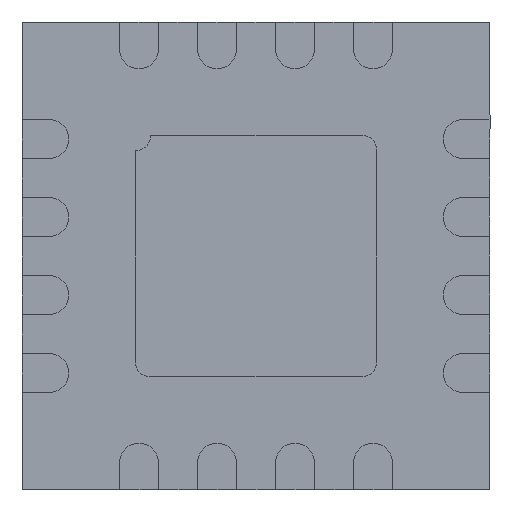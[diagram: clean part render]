
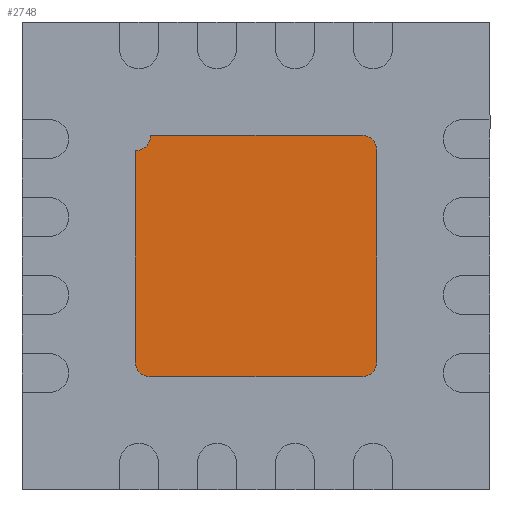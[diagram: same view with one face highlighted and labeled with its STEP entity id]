
A CAD part, front view. The second image highlights one B-rep face of the part: STEP entity #2748.
In plain terms, the highlighted planar face has unit normal (0, -1, 0).
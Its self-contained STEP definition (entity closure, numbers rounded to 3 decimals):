
#54 = CARTESIAN_POINT ( 'NONE',  ( 0.775, -0.02, -0.675 ) ) ;
#285 = DIRECTION ( 'NONE',  ( 0., 1., 0. ) ) ;
#371 = ORIENTED_EDGE ( 'NONE', *, *, #4308, .F. ) ;
#430 = CARTESIAN_POINT ( 'NONE',  ( -0.775, -0.02, 0.675 ) ) ;
#474 = DIRECTION ( 'NONE',  ( 0., 0., 1. ) ) ;
#502 = DIRECTION ( 'NONE',  ( 0., 1., 0. ) ) ;
#509 = VERTEX_POINT ( 'NONE', #1153 ) ;
#538 = DIRECTION ( 'NONE',  ( 0., 1., 0. ) ) ;
#564 = EDGE_LOOP ( 'NONE', ( #3441, #371, #1041, #4767, #1943, #5443, #2912, #4593 ) ) ;
#582 = DIRECTION ( 'NONE',  ( 0., 0., -1. ) ) ;
#690 = CARTESIAN_POINT ( 'NONE',  ( -0.675, -0.02, -0.675 ) ) ;
#801 = AXIS2_PLACEMENT_3D ( 'NONE', #5636, #538, #2851 ) ;
#838 = VERTEX_POINT ( 'NONE', #1089 ) ;
#1004 = VECTOR ( 'NONE', #2117, 1000. ) ;
#1013 = VERTEX_POINT ( 'NONE', #1623 ) ;
#1034 = CIRCLE ( 'NONE', #3941, 0.1 ) ;
#1041 = ORIENTED_EDGE ( 'NONE', *, *, #1386, .F. ) ;
#1089 = CARTESIAN_POINT ( 'NONE',  ( 0.675, -0.02, 0.775 ) ) ;
#1152 = LINE ( 'NONE', #1690, #1004 ) ;
#1153 = CARTESIAN_POINT ( 'NONE',  ( 0.675, -0.02, -0.775 ) ) ;
#1156 = DIRECTION ( 'NONE',  ( 0., 0., 1. ) ) ;
#1386 = EDGE_CURVE ( 'NONE', #4157, #2744, #2684, .T. ) ;
#1576 = DIRECTION ( 'NONE',  ( 0., 0., 1. ) ) ;
#1623 = CARTESIAN_POINT ( 'NONE',  ( -0.775, -0.02, 0.675 ) ) ;
#1642 = LINE ( 'NONE', #430, #3382 ) ;
#1690 = CARTESIAN_POINT ( 'NONE',  ( -0.675, -0.02, -0.775 ) ) ;
#1831 = CIRCLE ( 'NONE', #2540, 0.1 ) ;
#1909 = PLANE ( 'NONE',  #801 ) ;
#1943 = ORIENTED_EDGE ( 'NONE', *, *, #1979, .F. ) ;
#1979 = EDGE_CURVE ( 'NONE', #4255, #838, #4143, .T. ) ;
#2068 = FACE_OUTER_BOUND ( 'NONE', #564, .T. ) ;
#2084 = DIRECTION ( 'NONE',  ( 0., 1., 0. ) ) ;
#2117 = DIRECTION ( 'NONE',  ( -1., 0., 0. ) ) ;
#2118 = VERTEX_POINT ( 'NONE', #3294 ) ;
#2392 = EDGE_CURVE ( 'NONE', #2696, #1013, #1642, .T. ) ;
#2540 = AXIS2_PLACEMENT_3D ( 'NONE', #5714, #2084, #1576 ) ;
#2684 = LINE ( 'NONE', #3802, #4813 ) ;
#2696 = VERTEX_POINT ( 'NONE', #4209 ) ;
#2723 = EDGE_CURVE ( 'NONE', #838, #4157, #5796, .T. ) ;
#2726 = AXIS2_PLACEMENT_3D ( 'NONE', #5671, #4719, #5604 ) ;
#2744 = VERTEX_POINT ( 'NONE', #54 ) ;
#2748 = ADVANCED_FACE ( 'NONE', ( #2068 ), #1909, .F. ) ;
#2837 = CARTESIAN_POINT ( 'NONE',  ( -0.675, -0.02, 0.775 ) ) ;
#2851 = DIRECTION ( 'NONE',  ( 0., 0., 1. ) ) ;
#2912 = ORIENTED_EDGE ( 'NONE', *, *, #2392, .F. ) ;
#3294 = CARTESIAN_POINT ( 'NONE',  ( -0.675, -0.02, -0.775 ) ) ;
#3382 = VECTOR ( 'NONE', #5592, 1000. ) ;
#3441 = ORIENTED_EDGE ( 'NONE', *, *, #5171, .F. ) ;
#3547 = DIRECTION ( 'NONE',  ( 1., 0., 0. ) ) ;
#3759 = CARTESIAN_POINT ( 'NONE',  ( 0.675, -0.02, 0.675 ) ) ;
#3802 = CARTESIAN_POINT ( 'NONE',  ( 0.775, -0.02, -0.675 ) ) ;
#3827 = AXIS2_PLACEMENT_3D ( 'NONE', #3759, #502, #474 ) ;
#3941 = AXIS2_PLACEMENT_3D ( 'NONE', #690, #285, #1156 ) ;
#3965 = EDGE_CURVE ( 'NONE', #2118, #2696, #1034, .T. ) ;
#4100 = CARTESIAN_POINT ( 'NONE',  ( 0.675, -0.02, 0.775 ) ) ;
#4143 = LINE ( 'NONE', #4100, #5537 ) ;
#4157 = VERTEX_POINT ( 'NONE', #5935 ) ;
#4209 = CARTESIAN_POINT ( 'NONE',  ( -0.775, -0.02, -0.675 ) ) ;
#4241 = EDGE_CURVE ( 'NONE', #1013, #4255, #4836, .T. ) ;
#4255 = VERTEX_POINT ( 'NONE', #2837 ) ;
#4308 = EDGE_CURVE ( 'NONE', #2744, #509, #1831, .T. ) ;
#4593 = ORIENTED_EDGE ( 'NONE', *, *, #3965, .F. ) ;
#4719 = DIRECTION ( 'NONE',  ( 0., -1., 0. ) ) ;
#4767 = ORIENTED_EDGE ( 'NONE', *, *, #2723, .F. ) ;
#4813 = VECTOR ( 'NONE', #582, 1000. ) ;
#4836 = CIRCLE ( 'NONE', #2726, 0.1 ) ;
#5171 = EDGE_CURVE ( 'NONE', #509, #2118, #1152, .T. ) ;
#5443 = ORIENTED_EDGE ( 'NONE', *, *, #4241, .F. ) ;
#5537 = VECTOR ( 'NONE', #3547, 1000. ) ;
#5592 = DIRECTION ( 'NONE',  ( 0., 0., 1. ) ) ;
#5604 = DIRECTION ( 'NONE',  ( 0., 0., 1. ) ) ;
#5636 = CARTESIAN_POINT ( 'NONE',  ( 0., -0.02, 0. ) ) ;
#5671 = CARTESIAN_POINT ( 'NONE',  ( -0.775, -0.02, 0.775 ) ) ;
#5714 = CARTESIAN_POINT ( 'NONE',  ( 0.675, -0.02, -0.675 ) ) ;
#5796 = CIRCLE ( 'NONE', #3827, 0.1 ) ;
#5935 = CARTESIAN_POINT ( 'NONE',  ( 0.775, -0.02, 0.675 ) ) ;
